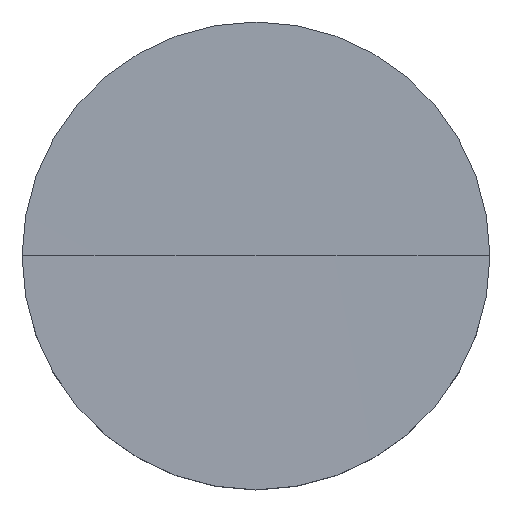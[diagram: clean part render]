
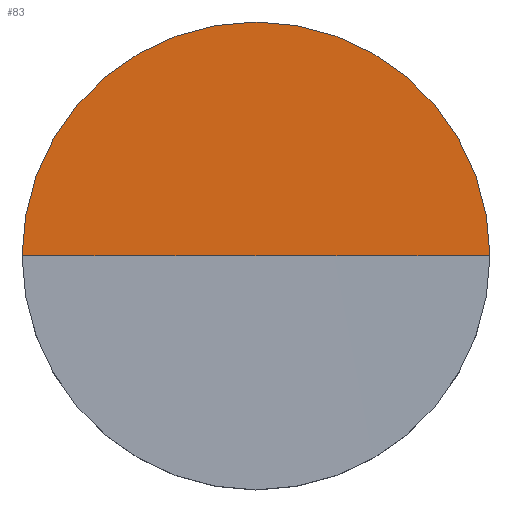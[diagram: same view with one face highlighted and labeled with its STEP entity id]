
A CAD part, top view. The second image highlights one B-rep face of the part: STEP entity #83.
In plain terms, the highlighted spherical face has radius 3000 mm.
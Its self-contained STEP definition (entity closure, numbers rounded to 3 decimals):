
#9 = CARTESIAN_POINT ( 'NONE',  ( 0., 0., 2.993 ) ) ;
#18 = AXIS2_PLACEMENT_3D ( 'NONE', #40, #134, #164 ) ;
#23 = AXIS2_PLACEMENT_3D ( 'NONE', #107, #119, #58 ) ;
#27 = CARTESIAN_POINT ( 'NONE',  ( 6.35, 0., 3. ) ) ;
#38 = AXIS2_PLACEMENT_3D ( 'NONE', #62, #60, #78 ) ;
#40 = CARTESIAN_POINT ( 'NONE',  ( 0., 0., 3. ) ) ;
#48 = CARTESIAN_POINT ( 'NONE',  ( 0., 0., 3002.993 ) ) ;
#50 = EDGE_CURVE ( 'NONE', #116, #54, #93, .T. ) ;
#51 = AXIS2_PLACEMENT_3D ( 'NONE', #48, #155, #151 ) ;
#54 = VERTEX_POINT ( 'NONE', #27 ) ;
#56 = CIRCLE ( 'NONE', #51, 3000. ) ;
#58 = DIRECTION ( 'NONE',  ( 0., 0., 1. ) ) ;
#60 = DIRECTION ( 'NONE',  ( 0., -1., 0. ) ) ;
#61 = EDGE_CURVE ( 'NONE', #116, #186, #56, .T. ) ;
#62 = CARTESIAN_POINT ( 'NONE',  ( 0., 0., 3002.993 ) ) ;
#78 = DIRECTION ( 'NONE',  ( 1., 0., 0. ) ) ;
#79 = FACE_OUTER_BOUND ( 'NONE', #120, .T. ) ;
#83 = ADVANCED_FACE ( 'NONE', ( #79 ), #192, .F. ) ;
#89 = ORIENTED_EDGE ( 'NONE', *, *, #50, .F. ) ;
#93 = CIRCLE ( 'NONE', #18, 6.35 ) ;
#107 = CARTESIAN_POINT ( 'NONE',  ( 0., 0., 3002.993 ) ) ;
#116 = VERTEX_POINT ( 'NONE', #152 ) ;
#119 = DIRECTION ( 'NONE',  ( 0., 1., 0. ) ) ;
#120 = EDGE_LOOP ( 'NONE', ( #89, #201, #148 ) ) ;
#134 = DIRECTION ( 'NONE',  ( 0., 0., -1. ) ) ;
#138 = EDGE_CURVE ( 'NONE', #54, #186, #171, .T. ) ;
#148 = ORIENTED_EDGE ( 'NONE', *, *, #138, .F. ) ;
#151 = DIRECTION ( 'NONE',  ( 1., 0., 0. ) ) ;
#152 = CARTESIAN_POINT ( 'NONE',  ( -6.35, 0., 3. ) ) ;
#155 = DIRECTION ( 'NONE',  ( 0., -1., 0. ) ) ;
#164 = DIRECTION ( 'NONE',  ( 1., 0., 0. ) ) ;
#171 = CIRCLE ( 'NONE', #23, 3000. ) ;
#186 = VERTEX_POINT ( 'NONE', #9 ) ;
#192 = SPHERICAL_SURFACE ( 'NONE', #38, 3000. ) ;
#201 = ORIENTED_EDGE ( 'NONE', *, *, #61, .T. ) ;
